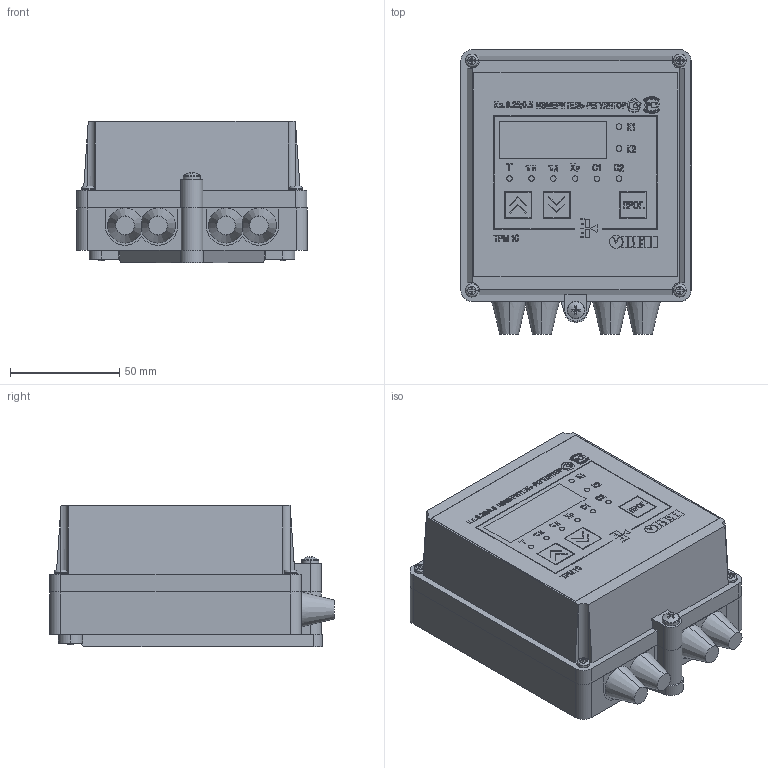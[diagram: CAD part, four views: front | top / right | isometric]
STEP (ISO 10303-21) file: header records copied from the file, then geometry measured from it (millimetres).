
FILE_DESCRIPTION (( 'STEP AP214' ), '1' );
FILE_NAME ('3D Ìîäåëü ÒÐÌ10-Í.Ó.XX.STEP', '2015-10-05T09:53:04', ( '' ), ( '' ), 'SwSTEP 2.0', 'SolidWorks 2013', '' );
FILE_SCHEMA (( 'AUTOMOTIVE_DESIGN' ));
Length unit declared in the file: millimetre
Products named in the file (11): ÒÐÌ10-Í.Ó.ÈÐ_Øèëüäèê(ïåðåäíèé); 鎔艜 襞旂 17473_M4x10; Tøýª ¦4¿40-2_B18.6.7M - M4 x 0.7 x 40 Type I Cross Recessed PHMS --40N; ﾊ煇鳫; 砑鳧罻; 睯艜 膴樖樉; ч蜱齁膱; Êîðïóñ Í_íèç; 扻豵鵨 狉瞂贂; 3D Ìîäåëü ÒÐÌ10-Í.Ó.XX
Assembly tree (15 placements, depth 3):
  3D Ìîäåëü ÒÐÌ10-Í.Ó.XX
    扻豵鵨 狉瞂贂
    Êîðïóñ Í_íèç
    ч蜱齁膱  x2
    睯艜 膴樖樉  x4
    砑鳧罻
    ﾊ煇鳫
      ﾊ煇鳫
    Tøýª ¦4¿40-2_B18.6.7M - M4 x 0.7 x 40 Type I Cross Recessed PHMS --40N
    鎔艜 襞旂 17473_M4x10  x2
    ÒÐÌ10-Í.Ó.ÈÐ_Øèëüäèê(ïåðåäíèé)
Bounding box: 105.15 x 130 x 64.6 mm (x, y, z)
Volume: 153367 mm3; surface area: 130772 mm2
Topology: 14 solids, 14 shells, 1709 faces, 4480 edges, 2972 vertices
Faces by surface type: plane 1144, bspline 402, cylinder 119, cone 20, torus 20, sphere 4
Entity records: 67403 total; most frequent: CARTESIAN_POINT 14219, ORIENTED_EDGE 8412, DIRECTION 6049, EDGE_CURVE 4206, LINE 3101, VECTOR 3101, VERTEX_POINT 2796, EDGE_LOOP 1790
